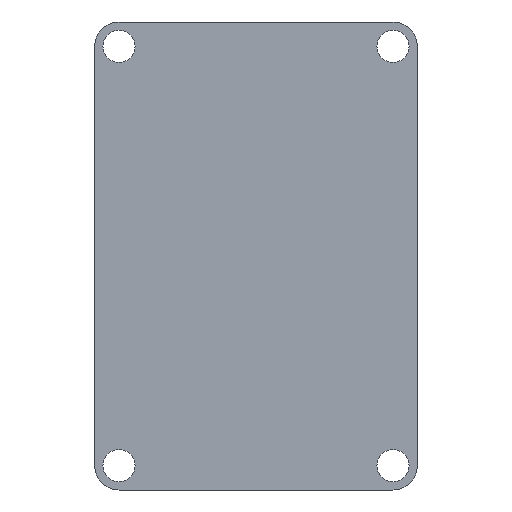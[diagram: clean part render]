
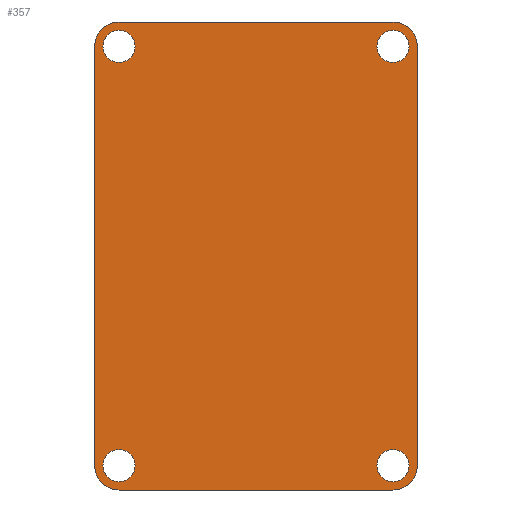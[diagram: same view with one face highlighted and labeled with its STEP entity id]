
A CAD part, front view. The second image highlights one B-rep face of the part: STEP entity #357.
In plain terms, the highlighted planar face has unit normal (0, -1, 0).
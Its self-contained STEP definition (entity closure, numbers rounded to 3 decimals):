
#20=FACE_BOUND('',#71,.T.);
#21=FACE_BOUND('',#72,.T.);
#22=FACE_BOUND('',#73,.T.);
#23=FACE_BOUND('',#74,.T.);
#27=PLANE('',#406);
#46=FACE_OUTER_BOUND('',#70,.T.);
#70=EDGE_LOOP('',(#298,#299,#300,#301,#302,#303,#304,#305));
#71=EDGE_LOOP('',(#306));
#72=EDGE_LOOP('',(#307));
#73=EDGE_LOOP('',(#308));
#74=EDGE_LOOP('',(#309));
#91=LINE('',#565,#123);
#93=LINE('',#569,#125);
#104=LINE('',#597,#136);
#105=LINE('',#598,#137);
#123=VECTOR('',#463,10.);
#125=VECTOR('',#467,10.);
#136=VECTOR('',#494,10.);
#137=VECTOR('',#495,10.);
#146=CIRCLE('',#380,2.5);
#149=CIRCLE('',#384,1.65);
#151=CIRCLE('',#387,1.65);
#153=CIRCLE('',#390,1.65);
#154=CIRCLE('',#392,2.5);
#156=CIRCLE('',#395,2.5);
#160=CIRCLE('',#403,2.5);
#161=CIRCLE('',#405,1.65);
#162=VERTEX_POINT('',#520);
#163=VERTEX_POINT('',#521);
#167=VERTEX_POINT('',#531);
#169=VERTEX_POINT('',#537);
#171=VERTEX_POINT('',#543);
#172=VERTEX_POINT('',#547);
#173=VERTEX_POINT('',#548);
#176=VERTEX_POINT('',#556);
#177=VERTEX_POINT('',#557);
#180=VERTEX_POINT('',#568);
#188=VERTEX_POINT('',#589);
#189=VERTEX_POINT('',#593);
#194=EDGE_CURVE('',#162,#163,#146,.T.);
#200=EDGE_CURVE('',#167,#167,#149,.T.);
#203=EDGE_CURVE('',#169,#169,#151,.T.);
#206=EDGE_CURVE('',#171,#171,#153,.T.);
#207=EDGE_CURVE('',#172,#173,#154,.T.);
#211=EDGE_CURVE('',#176,#177,#156,.T.);
#215=EDGE_CURVE('',#162,#173,#91,.T.);
#217=EDGE_CURVE('',#172,#180,#93,.T.);
#228=EDGE_CURVE('',#188,#180,#160,.T.);
#231=EDGE_CURVE('',#189,#189,#161,.T.);
#232=EDGE_CURVE('',#176,#163,#104,.T.);
#233=EDGE_CURVE('',#188,#177,#105,.T.);
#298=ORIENTED_EDGE('',*,*,#194,.T.);
#299=ORIENTED_EDGE('',*,*,#232,.F.);
#300=ORIENTED_EDGE('',*,*,#211,.T.);
#301=ORIENTED_EDGE('',*,*,#233,.F.);
#302=ORIENTED_EDGE('',*,*,#228,.T.);
#303=ORIENTED_EDGE('',*,*,#217,.F.);
#304=ORIENTED_EDGE('',*,*,#207,.T.);
#305=ORIENTED_EDGE('',*,*,#215,.F.);
#306=ORIENTED_EDGE('',*,*,#200,.T.);
#307=ORIENTED_EDGE('',*,*,#203,.T.);
#308=ORIENTED_EDGE('',*,*,#206,.T.);
#309=ORIENTED_EDGE('',*,*,#231,.T.);
#357=ADVANCED_FACE('',(#46,#20,#21,#22,#23),#27,.F.);
#380=AXIS2_PLACEMENT_3D('',#522,#418,#419);
#384=AXIS2_PLACEMENT_3D('',#533,#429,#430);
#387=AXIS2_PLACEMENT_3D('',#539,#436,#437);
#390=AXIS2_PLACEMENT_3D('',#545,#443,#444);
#392=AXIS2_PLACEMENT_3D('',#549,#447,#448);
#395=AXIS2_PLACEMENT_3D('',#558,#455,#456);
#403=AXIS2_PLACEMENT_3D('',#590,#484,#485);
#405=AXIS2_PLACEMENT_3D('',#595,#490,#491);
#406=AXIS2_PLACEMENT_3D('',#596,#492,#493);
#418=DIRECTION('center_axis',(0.,-1.,0.));
#419=DIRECTION('ref_axis',(1.,0.,0.));
#429=DIRECTION('center_axis',(0.,1.,0.));
#430=DIRECTION('ref_axis',(-1.,0.,0.));
#436=DIRECTION('center_axis',(0.,1.,0.));
#437=DIRECTION('ref_axis',(-1.,0.,0.));
#443=DIRECTION('center_axis',(0.,1.,0.));
#444=DIRECTION('ref_axis',(-1.,0.,0.));
#447=DIRECTION('center_axis',(0.,-1.,0.));
#448=DIRECTION('ref_axis',(0.,0.,-1.));
#455=DIRECTION('center_axis',(0.,-1.,0.));
#456=DIRECTION('ref_axis',(0.,0.,1.));
#463=DIRECTION('',(-1.,0.,0.));
#467=DIRECTION('',(0.,0.,1.));
#484=DIRECTION('center_axis',(0.,-1.,0.));
#485=DIRECTION('ref_axis',(-1.,0.,0.));
#490=DIRECTION('center_axis',(0.,1.,0.));
#491=DIRECTION('ref_axis',(-1.,0.,0.));
#492=DIRECTION('center_axis',(0.,1.,0.));
#493=DIRECTION('ref_axis',(1.,0.,0.));
#494=DIRECTION('',(0.,0.,-1.));
#495=DIRECTION('',(1.,0.,0.));
#520=CARTESIAN_POINT('',(30.6,0.,-48.));
#521=CARTESIAN_POINT('',(33.1,0.,-45.5));
#522=CARTESIAN_POINT('Origin',(30.6,0.,-45.5));
#531=CARTESIAN_POINT('',(4.15,0.,-45.5));
#533=CARTESIAN_POINT('Origin',(2.5,0.,-45.5));
#537=CARTESIAN_POINT('',(32.25,0.,-2.5));
#539=CARTESIAN_POINT('Origin',(30.6,0.,-2.5));
#543=CARTESIAN_POINT('',(32.25,0.,-45.5));
#545=CARTESIAN_POINT('Origin',(30.6,0.,-45.5));
#547=CARTESIAN_POINT('',(0.,0.,-45.5));
#548=CARTESIAN_POINT('',(2.5,0.,-48.));
#549=CARTESIAN_POINT('Origin',(2.5,0.,-45.5));
#556=CARTESIAN_POINT('',(33.1,0.,-2.5));
#557=CARTESIAN_POINT('',(30.6,0.,0.));
#558=CARTESIAN_POINT('Origin',(30.6,0.,-2.5));
#565=CARTESIAN_POINT('',(33.1,0.,-48.));
#568=CARTESIAN_POINT('',(0.,0.,-2.5));
#569=CARTESIAN_POINT('',(0.,0.,-48.));
#589=CARTESIAN_POINT('',(2.5,0.,0.));
#590=CARTESIAN_POINT('Origin',(2.5,0.,-2.5));
#593=CARTESIAN_POINT('',(4.15,0.,-2.5));
#595=CARTESIAN_POINT('Origin',(2.5,0.,-2.5));
#596=CARTESIAN_POINT('Origin',(16.55,0.,-24.));
#597=CARTESIAN_POINT('',(33.1,0.,0.));
#598=CARTESIAN_POINT('',(0.,0.,0.));
